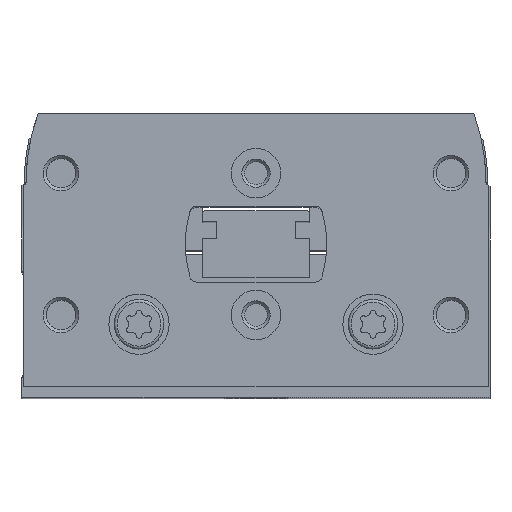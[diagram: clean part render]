
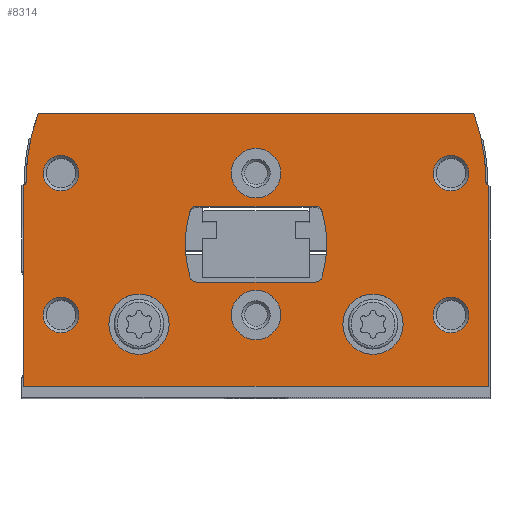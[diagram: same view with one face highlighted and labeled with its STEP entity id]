
A CAD part, top view. The second image highlights one B-rep face of the part: STEP entity #8314.
In plain terms, the highlighted planar face has unit normal (0, 0, 1).
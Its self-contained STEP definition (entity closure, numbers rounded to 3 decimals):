
#384=LINE('',#12944,#854);
#389=LINE('',#12954,#859);
#407=LINE('',#13000,#877);
#413=LINE('',#13012,#883);
#427=LINE('',#13087,#897);
#429=LINE('',#13090,#899);
#430=LINE('',#13122,#900);
#431=LINE('',#13142,#901);
#854=VECTOR('',#10645,1000.);
#859=VECTOR('',#10652,1000.);
#877=VECTOR('',#10688,1000.);
#883=VECTOR('',#10698,1000.);
#897=VECTOR('',#10756,1000.);
#899=VECTOR('',#10760,1000.);
#900=VECTOR('',#10793,1000.);
#901=VECTOR('',#10814,1000.);
#1126=PLANE('',#9032);
#2296=ORIENTED_EDGE('',*,*,#3735,.F.);
#2297=ORIENTED_EDGE('',*,*,#3736,.F.);
#2298=ORIENTED_EDGE('',*,*,#3737,.T.);
#2299=ORIENTED_EDGE('',*,*,#3738,.T.);
#2300=ORIENTED_EDGE('',*,*,#3739,.T.);
#2301=ORIENTED_EDGE('',*,*,#3740,.T.);
#2302=ORIENTED_EDGE('',*,*,#3741,.T.);
#2303=ORIENTED_EDGE('',*,*,#3742,.T.);
#2304=ORIENTED_EDGE('',*,*,#3696,.F.);
#2305=ORIENTED_EDGE('',*,*,#3716,.F.);
#2306=ORIENTED_EDGE('',*,*,#3708,.F.);
#2307=ORIENTED_EDGE('',*,*,#3705,.F.);
#2308=ORIENTED_EDGE('',*,*,#3743,.F.);
#2309=ORIENTED_EDGE('',*,*,#3744,.F.);
#2310=ORIENTED_EDGE('',*,*,#3745,.F.);
#2311=ORIENTED_EDGE('',*,*,#3699,.F.);
#2312=ORIENTED_EDGE('',*,*,#3683,.T.);
#2313=ORIENTED_EDGE('',*,*,#3677,.T.);
#2314=ORIENTED_EDGE('',*,*,#3718,.T.);
#2315=ORIENTED_EDGE('',*,*,#3648,.T.);
#2316=ORIENTED_EDGE('',*,*,#3653,.T.);
#2317=ORIENTED_EDGE('',*,*,#3657,.T.);
#2318=ORIENTED_EDGE('',*,*,#3734,.T.);
#2319=ORIENTED_EDGE('',*,*,#3689,.T.);
#3648=EDGE_CURVE('',#4472,#4471,#384,.T.);
#3653=EDGE_CURVE('',#4471,#4475,#389,.T.);
#3657=EDGE_CURVE('',#4475,#4477,#4982,.T.);
#3677=EDGE_CURVE('',#4492,#4494,#407,.T.);
#3683=EDGE_CURVE('',#4498,#4492,#413,.T.);
#3689=EDGE_CURVE('',#4503,#4498,#4988,.T.);
#3696=EDGE_CURVE('',#4507,#4508,#4991,.T.);
#3699=EDGE_CURVE('',#4508,#4509,#4992,.T.);
#3705=EDGE_CURVE('',#4513,#4514,#4995,.T.);
#3708=EDGE_CURVE('',#4514,#4516,#4996,.T.);
#3716=EDGE_CURVE('',#4516,#4507,#427,.T.);
#3718=EDGE_CURVE('',#4494,#4472,#429,.T.);
#3734=EDGE_CURVE('',#4477,#4503,#430,.T.);
#3735=EDGE_CURVE('',#4537,#4537,#5017,.T.);
#3736=EDGE_CURVE('',#4538,#4538,#5018,.T.);
#3737=EDGE_CURVE('',#4539,#4539,#5019,.T.);
#3738=EDGE_CURVE('',#4540,#4540,#5020,.T.);
#3739=EDGE_CURVE('',#4541,#4541,#5021,.T.);
#3740=EDGE_CURVE('',#4542,#4542,#5022,.T.);
#3741=EDGE_CURVE('',#4543,#4543,#5023,.T.);
#3742=EDGE_CURVE('',#4544,#4544,#5024,.T.);
#3743=EDGE_CURVE('',#4545,#4513,#5025,.T.);
#3744=EDGE_CURVE('',#4546,#4545,#431,.T.);
#3745=EDGE_CURVE('',#4509,#4546,#5026,.T.);
#4471=VERTEX_POINT('',#12943);
#4472=VERTEX_POINT('',#12945);
#4475=VERTEX_POINT('',#12953);
#4477=VERTEX_POINT('',#12960);
#4492=VERTEX_POINT('',#12994);
#4494=VERTEX_POINT('',#12999);
#4498=VERTEX_POINT('',#13010);
#4503=VERTEX_POINT('',#13025);
#4507=VERTEX_POINT('',#13039);
#4508=VERTEX_POINT('',#13041);
#4509=VERTEX_POINT('',#13049);
#4513=VERTEX_POINT('',#13062);
#4514=VERTEX_POINT('',#13064);
#4516=VERTEX_POINT('',#13073);
#4537=VERTEX_POINT('',#13125);
#4538=VERTEX_POINT('',#13127);
#4539=VERTEX_POINT('',#13129);
#4540=VERTEX_POINT('',#13131);
#4541=VERTEX_POINT('',#13133);
#4542=VERTEX_POINT('',#13135);
#4543=VERTEX_POINT('',#13137);
#4544=VERTEX_POINT('',#13139);
#4545=VERTEX_POINT('',#13141);
#4546=VERTEX_POINT('',#13143);
#4982=CIRCLE('',#8984,30.);
#4988=CIRCLE('',#8996,30.);
#4991=CIRCLE('',#9000,1.);
#4992=CIRCLE('',#9002,16.);
#4995=CIRCLE('',#9006,16.);
#4996=CIRCLE('',#9008,1.);
#5017=CIRCLE('',#9033,4.25);
#5018=CIRCLE('',#9034,4.25);
#5019=CIRCLE('',#9035,3.5);
#5020=CIRCLE('',#9036,3.5);
#5021=CIRCLE('',#9037,2.5);
#5022=CIRCLE('',#9038,2.5);
#5023=CIRCLE('',#9039,2.5);
#5024=CIRCLE('',#9040,2.5);
#5025=CIRCLE('',#9041,1.);
#5026=CIRCLE('',#9042,1.);
#5556=EDGE_LOOP('',(#2296));
#5557=EDGE_LOOP('',(#2297));
#5558=EDGE_LOOP('',(#2298));
#5559=EDGE_LOOP('',(#2299));
#5560=EDGE_LOOP('',(#2300));
#5561=EDGE_LOOP('',(#2301));
#5562=EDGE_LOOP('',(#2302));
#5563=EDGE_LOOP('',(#2303));
#5564=EDGE_LOOP('',(#2304,#2305,#2306,#2307,#2308,#2309,#2310,#2311));
#5565=EDGE_LOOP('',(#2312,#2313,#2314,#2315,#2316,#2317,#2318,#2319));
#6194=FACE_BOUND('',#5556,.T.);
#6195=FACE_BOUND('',#5557,.T.);
#6196=FACE_BOUND('',#5558,.T.);
#6197=FACE_BOUND('',#5559,.T.);
#6198=FACE_BOUND('',#5560,.T.);
#6199=FACE_BOUND('',#5561,.T.);
#6200=FACE_BOUND('',#5562,.T.);
#6201=FACE_BOUND('',#5563,.T.);
#6202=FACE_BOUND('',#5564,.T.);
#6203=FACE_BOUND('',#5565,.T.);
#8314=ADVANCED_FACE('',(#6194,#6195,#6196,#6197,#6198,#6199,#6200,#6201,
#6202,#6203),#1126,.T.);
#8984=AXIS2_PLACEMENT_3D('',#12961,#10659,#10660);
#8996=AXIS2_PLACEMENT_3D('',#13024,#10709,#10710);
#9000=AXIS2_PLACEMENT_3D('',#13040,#10720,#10721);
#9002=AXIS2_PLACEMENT_3D('',#13048,#10725,#10726);
#9006=AXIS2_PLACEMENT_3D('',#13063,#10735,#10736);
#9008=AXIS2_PLACEMENT_3D('',#13072,#10740,#10741);
#9032=AXIS2_PLACEMENT_3D('',#13123,#10794,#10795);
#9033=AXIS2_PLACEMENT_3D('',#13124,#10796,#10797);
#9034=AXIS2_PLACEMENT_3D('',#13126,#10798,#10799);
#9035=AXIS2_PLACEMENT_3D('',#13128,#10800,#10801);
#9036=AXIS2_PLACEMENT_3D('',#13130,#10802,#10803);
#9037=AXIS2_PLACEMENT_3D('',#13132,#10804,#10805);
#9038=AXIS2_PLACEMENT_3D('',#13134,#10806,#10807);
#9039=AXIS2_PLACEMENT_3D('',#13136,#10808,#10809);
#9040=AXIS2_PLACEMENT_3D('',#13138,#10810,#10811);
#9041=AXIS2_PLACEMENT_3D('',#13140,#10812,#10813);
#9042=AXIS2_PLACEMENT_3D('',#13144,#10815,#10816);
#10645=DIRECTION('',(0.,1.,0.));
#10652=DIRECTION('',(-0.866,0.5,0.));
#10659=DIRECTION('',(0.,0.,1.));
#10660=DIRECTION('',(1.,0.,0.));
#10688=DIRECTION('',(0.,-1.,0.));
#10698=DIRECTION('',(-0.866,-0.5,0.));
#10709=DIRECTION('',(0.,0.,1.));
#10710=DIRECTION('',(1.,0.,0.));
#10720=DIRECTION('',(0.,0.,1.));
#10721=DIRECTION('',(1.,0.,0.));
#10725=DIRECTION('',(0.,0.,1.));
#10726=DIRECTION('',(1.,0.,0.));
#10735=DIRECTION('',(0.,0.,1.));
#10736=DIRECTION('',(1.,0.,0.));
#10740=DIRECTION('',(0.,0.,1.));
#10741=DIRECTION('',(1.,0.,0.));
#10756=DIRECTION('',(-1.,0.,0.));
#10760=DIRECTION('',(1.,0.,0.));
#10793=DIRECTION('',(-1.,0.,0.));
#10794=DIRECTION('',(0.,0.,1.));
#10795=DIRECTION('',(1.,0.,0.));
#10796=DIRECTION('',(0.,0.,1.));
#10797=DIRECTION('',(1.,0.,0.));
#10798=DIRECTION('',(0.,0.,1.));
#10799=DIRECTION('',(1.,0.,0.));
#10800=DIRECTION('',(0.,0.,-1.));
#10801=DIRECTION('',(-1.,0.,0.));
#10802=DIRECTION('',(0.,0.,-1.));
#10803=DIRECTION('',(-1.,0.,0.));
#10804=DIRECTION('',(0.,0.,-1.));
#10805=DIRECTION('',(-1.,0.,0.));
#10806=DIRECTION('',(0.,0.,-1.));
#10807=DIRECTION('',(-1.,0.,0.));
#10808=DIRECTION('',(0.,0.,-1.));
#10809=DIRECTION('',(-1.,0.,0.));
#10810=DIRECTION('',(0.,0.,-1.));
#10811=DIRECTION('',(-1.,0.,0.));
#10812=DIRECTION('',(0.,0.,1.));
#10813=DIRECTION('',(1.,0.,0.));
#10814=DIRECTION('',(1.,0.,0.));
#10815=DIRECTION('',(0.,0.,1.));
#10816=DIRECTION('',(1.,0.,0.));
#12943=CARTESIAN_POINT('',(32.75,28.327,0.));
#12944=CARTESIAN_POINT('',(32.75,0.,0.));
#12945=CARTESIAN_POINT('',(32.75,0.,0.));
#12953=CARTESIAN_POINT('',(32.45,28.5,0.));
#12954=CARTESIAN_POINT('',(32.75,28.327,0.));
#12960=CARTESIAN_POINT('',(30.734,38.5,0.));
#12961=CARTESIAN_POINT('',(2.45,28.5,0.));
#12994=CARTESIAN_POINT('',(-32.75,28.327,0.));
#12999=CARTESIAN_POINT('',(-32.75,0.,0.));
#13000=CARTESIAN_POINT('',(-32.75,28.327,0.));
#13010=CARTESIAN_POINT('',(-32.45,28.5,0.));
#13012=CARTESIAN_POINT('',(-32.45,28.5,0.));
#13024=CARTESIAN_POINT('',(-2.45,28.5,0.));
#13025=CARTESIAN_POINT('',(-30.734,38.5,0.));
#13039=CARTESIAN_POINT('',(-8.355,25.4,0.));
#13040=CARTESIAN_POINT('',(-8.355,24.4,0.));
#13041=CARTESIAN_POINT('',(-9.312,24.69,0.));
#13048=CARTESIAN_POINT('',(6.,20.05,0.));
#13049=CARTESIAN_POINT('',(-9.312,15.41,0.));
#13062=CARTESIAN_POINT('',(9.312,15.41,0.));
#13063=CARTESIAN_POINT('',(-6.,20.05,0.));
#13064=CARTESIAN_POINT('',(9.312,24.69,0.));
#13072=CARTESIAN_POINT('',(8.355,24.4,0.));
#13073=CARTESIAN_POINT('',(8.355,25.4,0.));
#13087=CARTESIAN_POINT('',(8.355,25.4,0.));
#13090=CARTESIAN_POINT('',(-32.75,0.,0.));
#13122=CARTESIAN_POINT('',(30.734,38.5,0.));
#13123=CARTESIAN_POINT('',(2.45,28.5,0.));
#13124=CARTESIAN_POINT('',(-16.5,8.75,0.));
#13125=CARTESIAN_POINT('',(-12.25,8.75,0.));
#13126=CARTESIAN_POINT('',(16.5,8.75,0.));
#13127=CARTESIAN_POINT('',(20.75,8.75,0.));
#13128=CARTESIAN_POINT('',(0.,10.05,0.));
#13129=CARTESIAN_POINT('',(-3.5,10.05,0.));
#13130=CARTESIAN_POINT('',(0.,30.05,0.));
#13131=CARTESIAN_POINT('',(-3.5,30.05,0.));
#13132=CARTESIAN_POINT('',(27.5,10.05,0.));
#13133=CARTESIAN_POINT('',(25.,10.05,0.));
#13134=CARTESIAN_POINT('',(-27.5,10.05,0.));
#13135=CARTESIAN_POINT('',(-30.,10.05,0.));
#13136=CARTESIAN_POINT('',(-27.5,30.05,0.));
#13137=CARTESIAN_POINT('',(-30.,30.05,0.));
#13138=CARTESIAN_POINT('',(27.5,30.05,0.));
#13139=CARTESIAN_POINT('',(25.,30.05,0.));
#13140=CARTESIAN_POINT('',(8.355,15.7,0.));
#13141=CARTESIAN_POINT('',(8.355,14.7,0.));
#13142=CARTESIAN_POINT('',(-8.355,14.7,0.));
#13143=CARTESIAN_POINT('',(-8.355,14.7,0.));
#13144=CARTESIAN_POINT('',(-8.355,15.7,0.));
